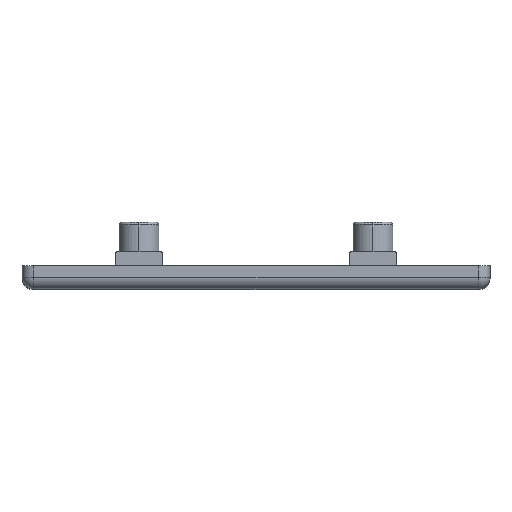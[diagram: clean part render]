
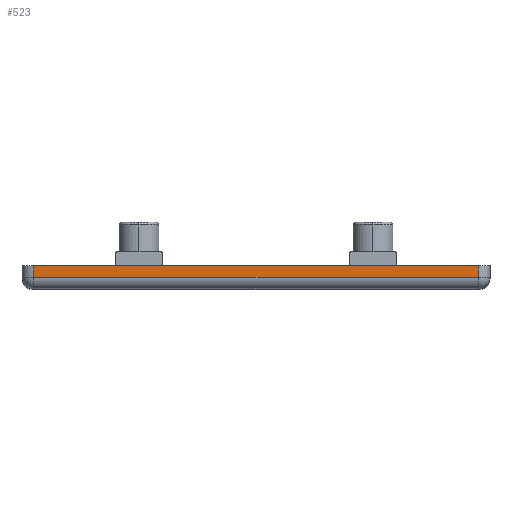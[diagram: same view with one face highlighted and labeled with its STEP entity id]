
A CAD part, top view. The second image highlights one B-rep face of the part: STEP entity #523.
In plain terms, the highlighted planar face has unit normal (0, 0, 1).
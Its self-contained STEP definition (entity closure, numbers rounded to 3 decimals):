
#138 = DIRECTION ( 'NONE',  ( 1., 0., 0. ) ) ;
#358 = VECTOR ( 'NONE', #138, 1000. ) ;
#400 = AXIS2_PLACEMENT_3D ( 'NONE', #1102, #1149, #1177 ) ;
#423 = ORIENTED_EDGE ( 'NONE', *, *, #5905, .T. ) ;
#430 = CARTESIAN_POINT ( 'NONE',  ( -38., 4., 40. ) ) ;
#523 = ADVANCED_FACE ( 'NONE', ( #4600 ), #1073, .F. ) ;
#822 = LINE ( 'NONE', #430, #1000 ) ;
#954 = VERTEX_POINT ( 'NONE', #5971 ) ;
#1000 = VECTOR ( 'NONE', #1012, 1000. ) ;
#1012 = DIRECTION ( 'NONE',  ( 0., -1., 0. ) ) ;
#1073 = PLANE ( 'NONE',  #400 ) ;
#1102 = CARTESIAN_POINT ( 'NONE',  ( -38., 4., 40. ) ) ;
#1149 = DIRECTION ( 'NONE',  ( 0., 0., -1. ) ) ;
#1177 = DIRECTION ( 'NONE',  ( -1., 0., 0. ) ) ;
#1538 = DIRECTION ( 'NONE',  ( 0., -1., 0. ) ) ;
#1560 = CARTESIAN_POINT ( 'NONE',  ( 38., 2., 40. ) ) ;
#1719 = VERTEX_POINT ( 'NONE', #1560 ) ;
#3203 = CARTESIAN_POINT ( 'NONE',  ( 38., 4., 40. ) ) ;
#3270 = EDGE_CURVE ( 'NONE', #954, #1719, #6498, .T. ) ;
#3290 = CARTESIAN_POINT ( 'NONE',  ( 38., 4., 40. ) ) ;
#3411 = ORIENTED_EDGE ( 'NONE', *, *, #7066, .F. ) ;
#3989 = VERTEX_POINT ( 'NONE', #3203 ) ;
#4177 = CARTESIAN_POINT ( 'NONE',  ( -38., 4., 40. ) ) ;
#4262 = ORIENTED_EDGE ( 'NONE', *, *, #6241, .F. ) ;
#4600 = FACE_OUTER_BOUND ( 'NONE', #5903, .T. ) ;
#4777 = CARTESIAN_POINT ( 'NONE',  ( -38., 2., 40. ) ) ;
#4920 = VECTOR ( 'NONE', #5370, 1000. ) ;
#5083 = ORIENTED_EDGE ( 'NONE', *, *, #3270, .T. ) ;
#5370 = DIRECTION ( 'NONE',  ( 1., 0., 0. ) ) ;
#5903 = EDGE_LOOP ( 'NONE', ( #423, #5083, #3411, #4262 ) ) ;
#5905 = EDGE_CURVE ( 'NONE', #7485, #954, #822, .T. ) ;
#5971 = CARTESIAN_POINT ( 'NONE',  ( -38., 2., 40. ) ) ;
#6218 = VECTOR ( 'NONE', #1538, 1000. ) ;
#6241 = EDGE_CURVE ( 'NONE', #7485, #3989, #6583, .T. ) ;
#6392 = LINE ( 'NONE', #3290, #6218 ) ;
#6498 = LINE ( 'NONE', #4777, #4920 ) ;
#6583 = LINE ( 'NONE', #4177, #358 ) ;
#6643 = CARTESIAN_POINT ( 'NONE',  ( -38., 4., 40. ) ) ;
#7066 = EDGE_CURVE ( 'NONE', #3989, #1719, #6392, .T. ) ;
#7485 = VERTEX_POINT ( 'NONE', #6643 ) ;
